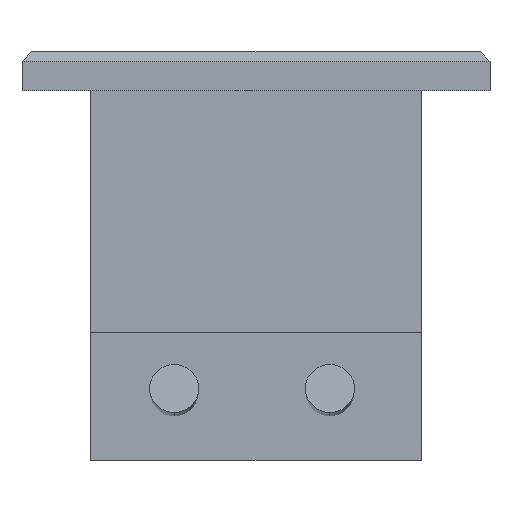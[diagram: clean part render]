
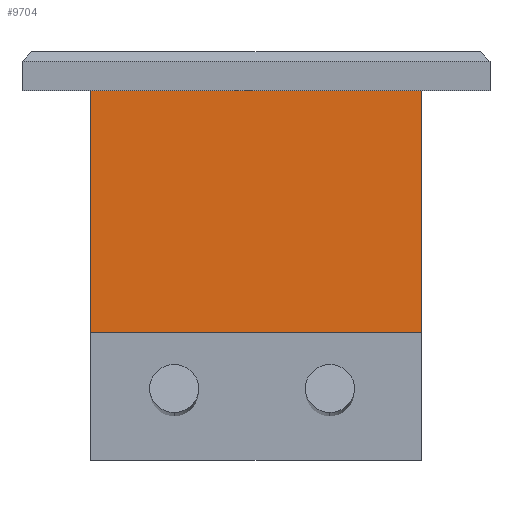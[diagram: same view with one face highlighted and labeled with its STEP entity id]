
A CAD part, front view. The second image highlights one B-rep face of the part: STEP entity #9704.
In plain terms, the highlighted planar face has unit normal (0, -1, 0).
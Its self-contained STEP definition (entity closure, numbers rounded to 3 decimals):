
#613 = CARTESIAN_POINT ( 'NONE',  ( -8.375, -4., -12.25 ) ) ;
#673 = CARTESIAN_POINT ( 'NONE',  ( 8.375, -4., -12.25 ) ) ;
#814 = CARTESIAN_POINT ( 'NONE',  ( 8.375, -4., -12.25 ) ) ;
#906 = DIRECTION ( 'NONE',  ( -1., 0., 0. ) ) ;
#1104 = VECTOR ( 'NONE', #13476, 1000. ) ;
#1189 = EDGE_CURVE ( 'NONE', #1921, #6925, #14424, .T. ) ;
#1500 = EDGE_LOOP ( 'NONE', ( #10860, #5140, #9354, #12241 ) ) ;
#1921 = VERTEX_POINT ( 'NONE', #9859 ) ;
#2185 = VECTOR ( 'NONE', #5731, 1000. ) ;
#2483 = VECTOR ( 'NONE', #8311, 1000. ) ;
#2878 = VERTEX_POINT ( 'NONE', #613 ) ;
#3183 = CARTESIAN_POINT ( 'NONE',  ( 8.375, -4., 0. ) ) ;
#5140 = ORIENTED_EDGE ( 'NONE', *, *, #9912, .F. ) ;
#5360 = AXIS2_PLACEMENT_3D ( 'NONE', #673, #15651, #906 ) ;
#5651 = CARTESIAN_POINT ( 'NONE',  ( -8.375, -4., -12.25 ) ) ;
#5731 = DIRECTION ( 'NONE',  ( 0., 0., 1. ) ) ;
#5890 = CARTESIAN_POINT ( 'NONE',  ( 8.375, -4., 0. ) ) ;
#6925 = VERTEX_POINT ( 'NONE', #5890 ) ;
#7192 = PLANE ( 'NONE',  #5360 ) ;
#7823 = LINE ( 'NONE', #3183, #8967 ) ;
#8129 = EDGE_CURVE ( 'NONE', #1921, #2878, #8687, .T. ) ;
#8265 = FACE_OUTER_BOUND ( 'NONE', #1500, .T. ) ;
#8311 = DIRECTION ( 'NONE',  ( 0., 0., 1. ) ) ;
#8687 = LINE ( 'NONE', #9575, #1104 ) ;
#8967 = VECTOR ( 'NONE', #11692, 1000. ) ;
#9354 = ORIENTED_EDGE ( 'NONE', *, *, #8129, .F. ) ;
#9516 = LINE ( 'NONE', #5651, #2483 ) ;
#9575 = CARTESIAN_POINT ( 'NONE',  ( 8.375, -4., -12.25 ) ) ;
#9704 = ADVANCED_FACE ( 'NONE', ( #8265 ), #7192, .F. ) ;
#9859 = CARTESIAN_POINT ( 'NONE',  ( 8.375, -4., -12.25 ) ) ;
#9912 = EDGE_CURVE ( 'NONE', #2878, #13520, #9516, .T. ) ;
#10860 = ORIENTED_EDGE ( 'NONE', *, *, #15674, .T. ) ;
#11692 = DIRECTION ( 'NONE',  ( -1., 0., 0. ) ) ;
#12241 = ORIENTED_EDGE ( 'NONE', *, *, #1189, .T. ) ;
#13476 = DIRECTION ( 'NONE',  ( -1., 0., 0. ) ) ;
#13520 = VERTEX_POINT ( 'NONE', #14953 ) ;
#14424 = LINE ( 'NONE', #814, #2185 ) ;
#14953 = CARTESIAN_POINT ( 'NONE',  ( -8.375, -4., 0. ) ) ;
#15651 = DIRECTION ( 'NONE',  ( 0., 1., 0. ) ) ;
#15674 = EDGE_CURVE ( 'NONE', #6925, #13520, #7823, .T. ) ;
